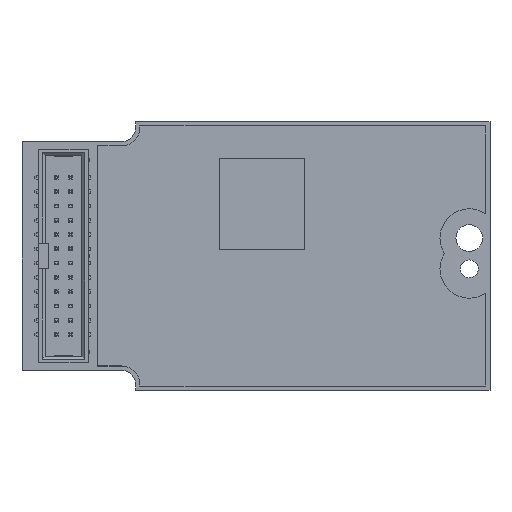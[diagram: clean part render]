
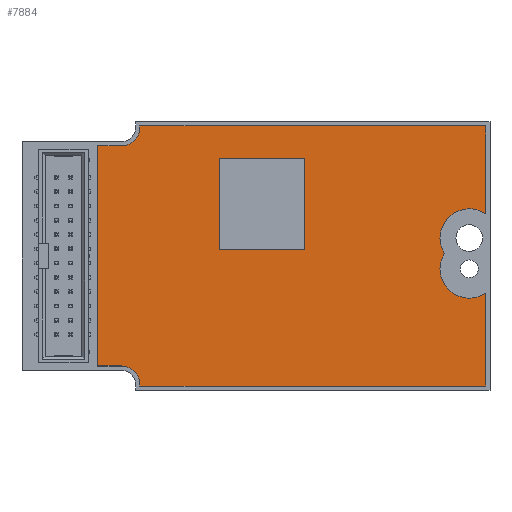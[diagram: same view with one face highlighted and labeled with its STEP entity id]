
A CAD part, top view. The second image highlights one B-rep face of the part: STEP entity #7884.
In plain terms, the highlighted planar face has unit normal (0, 0, 1).
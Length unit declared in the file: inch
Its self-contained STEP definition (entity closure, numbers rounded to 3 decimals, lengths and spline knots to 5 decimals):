
#406 = AXIS2_PLACEMENT_3D ( 'NONE', #8204, #20112, #9928 ) ;
#427 = EDGE_CURVE ( 'NONE', #20651, #11583, #5237, .T. ) ;
#477 = DIRECTION ( 'NONE',  ( 0., 1., 0. ) ) ;
#585 = EDGE_CURVE ( 'NONE', #17717, #14511, #4991, .T. ) ;
#796 = VECTOR ( 'NONE', #13145, 39.37008 ) ;
#1081 = ORIENTED_EDGE ( 'NONE', *, *, #15782, .T. ) ;
#1092 = VERTEX_POINT ( 'NONE', #20385 ) ;
#1207 = CARTESIAN_POINT ( 'NONE',  ( -2.61624, -0.6534, 0.87002 ) ) ;
#1330 = VERTEX_POINT ( 'NONE', #12490 ) ;
#1342 = DIRECTION ( 'NONE',  ( 1., 0., 0. ) ) ;
#1390 = DIRECTION ( 'NONE',  ( 0., -1., 0. ) ) ;
#1526 = CARTESIAN_POINT ( 'NONE',  ( -0.01624, 0.2416, 0.87002 ) ) ;
#1639 = FACE_OUTER_BOUND ( 'NONE', #13637, .T. ) ;
#1774 = LINE ( 'NONE', #1207, #10717 ) ;
#2059 = VECTOR ( 'NONE', #21716, 39.37008 ) ;
#2582 = CARTESIAN_POINT ( 'NONE',  ( 0.09876, -0.7934, 0.87002 ) ) ;
#2722 = VERTEX_POINT ( 'NONE', #12314 ) ;
#2731 = AXIS2_PLACEMENT_3D ( 'NONE', #21586, #11408, #1342 ) ;
#2756 = ORIENTED_EDGE ( 'NONE', *, *, #8294, .T. ) ;
#3044 = CARTESIAN_POINT ( 'NONE',  ( -2.61624, 0.8866, 0.87002 ) ) ;
#3126 = CARTESIAN_POINT ( 'NONE',  ( -2.32124, 1.0166, 0.87002 ) ) ;
#3207 = DIRECTION ( 'NONE',  ( 1., 0., 0. ) ) ;
#3501 = CARTESIAN_POINT ( 'NONE',  ( -0.01624, 0.2416, 0.87002 ) ) ;
#3606 = ORIENTED_EDGE ( 'NONE', *, *, #19046, .T. ) ;
#3611 = VECTOR ( 'NONE', #9306, 39.37008 ) ;
#3678 = CARTESIAN_POINT ( 'NONE',  ( 0.09876, 1.0266, 0.87002 ) ) ;
#3700 = DIRECTION ( 'NONE',  ( 0., 0., -1. ) ) ;
#3772 = CARTESIAN_POINT ( 'NONE',  ( 0.09876, -0.1431, 0.87002 ) ) ;
#4461 = VECTOR ( 'NONE', #1390, 39.37008 ) ;
#4536 = AXIS2_PLACEMENT_3D ( 'NONE', #18807, #8620, #20516 ) ;
#4636 = AXIS2_PLACEMENT_3D ( 'NONE', #1526, #13297, #3207 ) ;
#4645 = EDGE_CURVE ( 'NONE', #18679, #20651, #14957, .T. ) ;
#4681 = CARTESIAN_POINT ( 'NONE',  ( -2.61624, -0.6534, 0.87002 ) ) ;
#4991 = LINE ( 'NONE', #11384, #4461 ) ;
#5187 = DIRECTION ( 'NONE',  ( 1., 0., 0. ) ) ;
#5237 = LINE ( 'NONE', #3126, #796 ) ;
#5581 = EDGE_CURVE ( 'NONE', #1092, #19138, #19655, .T. ) ;
#5598 = ORIENTED_EDGE ( 'NONE', *, *, #11652, .T. ) ;
#6126 = EDGE_CURVE ( 'NONE', #1330, #2722, #21370, .T. ) ;
#6265 = CARTESIAN_POINT ( 'NONE',  ( -2.32124, 1.0166, 0.87002 ) ) ;
#6446 = CARTESIAN_POINT ( 'NONE',  ( -2.32124, -0.7834, 0.87002 ) ) ;
#6480 = CARTESIAN_POINT ( 'NONE',  ( -2.32124, 1.0266, 0.87002 ) ) ;
#6508 = EDGE_CURVE ( 'NONE', #11943, #20695, #1774, .T. ) ;
#6775 = CARTESIAN_POINT ( 'NONE',  ( -0.19079, 0.1341, 0.87002 ) ) ;
#6972 = DIRECTION ( 'NONE',  ( 1., 0., 0. ) ) ;
#7239 = CIRCLE ( 'NONE', #4636, 0.205 ) ;
#7531 = CARTESIAN_POINT ( 'NONE',  ( -2.32124, -0.7934, 0.87002 ) ) ;
#7592 = LINE ( 'NONE', #15434, #11032 ) ;
#7784 = CARTESIAN_POINT ( 'NONE',  ( 0.09876, -0.7934, 0.87002 ) ) ;
#7884 = ADVANCED_FACE ( 'NONE', ( #1639 ), #21518, .T. ) ;
#7965 = CARTESIAN_POINT ( 'NONE',  ( -2.45124, 0.8866, 0.87002 ) ) ;
#8137 = DIRECTION ( 'NONE',  ( 0., 0., -1. ) ) ;
#8204 = CARTESIAN_POINT ( 'NONE',  ( -2.45124, 1.0166, 0.87002 ) ) ;
#8289 = CARTESIAN_POINT ( 'NONE',  ( -2.45124, -0.6534, 0.87002 ) ) ;
#8294 = EDGE_CURVE ( 'NONE', #14511, #11543, #7592, .T. ) ;
#8581 = CIRCLE ( 'NONE', #19173, 0.205 ) ;
#8620 = DIRECTION ( 'NONE',  ( 0., 0., -1. ) ) ;
#8654 = VERTEX_POINT ( 'NONE', #7965 ) ;
#8802 = CARTESIAN_POINT ( 'NONE',  ( 0.09876, -0.7934, 0.87002 ) ) ;
#9288 = EDGE_CURVE ( 'NONE', #11583, #8654, #10092, .T. ) ;
#9306 = DIRECTION ( 'NONE',  ( 0., 1., 0. ) ) ;
#9516 = VECTOR ( 'NONE', #477, 39.37008 ) ;
#9928 = DIRECTION ( 'NONE',  ( 1., 0., 0. ) ) ;
#9934 = CIRCLE ( 'NONE', #21138, 0.13 ) ;
#10092 = CIRCLE ( 'NONE', #406, 0.13 ) ;
#10207 = LINE ( 'NONE', #18622, #18731 ) ;
#10513 = LINE ( 'NONE', #18331, #19031 ) ;
#10717 = VECTOR ( 'NONE', #12983, 39.37008 ) ;
#10875 = EDGE_CURVE ( 'NONE', #2722, #18679, #21592, .T. ) ;
#10966 = ORIENTED_EDGE ( 'NONE', *, *, #15441, .T. ) ;
#11032 = VECTOR ( 'NONE', #6972, 39.37008 ) ;
#11384 = CARTESIAN_POINT ( 'NONE',  ( -2.32124, -0.7934, 0.87002 ) ) ;
#11408 = DIRECTION ( 'NONE',  ( 0., 0., 1. ) ) ;
#11543 = VERTEX_POINT ( 'NONE', #7784 ) ;
#11583 = VERTEX_POINT ( 'NONE', #6265 ) ;
#11608 = VERTEX_POINT ( 'NONE', #3772 ) ;
#11652 = EDGE_CURVE ( 'NONE', #11543, #11608, #13512, .T. ) ;
#11943 = VERTEX_POINT ( 'NONE', #4681 ) ;
#12314 = CARTESIAN_POINT ( 'NONE',  ( 0.09876, 0.41131, 0.87002 ) ) ;
#12490 = CARTESIAN_POINT ( 'NONE',  ( -0.22124, 0.2416, 0.87002 ) ) ;
#12748 = AXIS2_PLACEMENT_3D ( 'NONE', #3501, #15293, #5187 ) ;
#12983 = DIRECTION ( 'NONE',  ( 1., 0., 0. ) ) ;
#13145 = DIRECTION ( 'NONE',  ( 0., -1., 0. ) ) ;
#13266 = ORIENTED_EDGE ( 'NONE', *, *, #9288, .T. ) ;
#13297 = DIRECTION ( 'NONE',  ( 0., 0., -1. ) ) ;
#13512 = LINE ( 'NONE', #8802, #9516 ) ;
#13637 = EDGE_LOOP ( 'NONE', ( #5598, #1081, #15041, #3606, #14945, #19712, #18226, #17716, #13266, #14900, #10966, #21033, #16419, #19824, #2756 ) ) ;
#13795 = CARTESIAN_POINT ( 'NONE',  ( -2.45124, -0.7834, 0.87002 ) ) ;
#13841 = VERTEX_POINT ( 'NONE', #3044 ) ;
#14511 = VERTEX_POINT ( 'NONE', #7531 ) ;
#14900 = ORIENTED_EDGE ( 'NONE', *, *, #15342, .T. ) ;
#14945 = ORIENTED_EDGE ( 'NONE', *, *, #6126, .T. ) ;
#14957 = LINE ( 'NONE', #20081, #2059 ) ;
#15041 = ORIENTED_EDGE ( 'NONE', *, *, #5581, .T. ) ;
#15293 = DIRECTION ( 'NONE',  ( 0., 0., -1. ) ) ;
#15342 = EDGE_CURVE ( 'NONE', #8654, #13841, #10513, .T. ) ;
#15434 = CARTESIAN_POINT ( 'NONE',  ( -2.32124, -0.7934, 0.87002 ) ) ;
#15441 = EDGE_CURVE ( 'NONE', #13841, #11943, #10207, .T. ) ;
#15502 = DIRECTION ( 'NONE',  ( 1., 0., 0. ) ) ;
#15510 = EDGE_CURVE ( 'NONE', #20695, #17717, #9934, .T. ) ;
#15782 = EDGE_CURVE ( 'NONE', #11608, #1092, #8581, .T. ) ;
#16419 = ORIENTED_EDGE ( 'NONE', *, *, #15510, .T. ) ;
#17716 = ORIENTED_EDGE ( 'NONE', *, *, #427, .T. ) ;
#17717 = VERTEX_POINT ( 'NONE', #6446 ) ;
#18226 = ORIENTED_EDGE ( 'NONE', *, *, #4645, .T. ) ;
#18251 = DIRECTION ( 'NONE',  ( -1., 0., 0. ) ) ;
#18331 = CARTESIAN_POINT ( 'NONE',  ( -2.61624, 0.8866, 0.87002 ) ) ;
#18348 = CARTESIAN_POINT ( 'NONE',  ( -0.01624, 0.0266, 0.87002 ) ) ;
#18622 = CARTESIAN_POINT ( 'NONE',  ( -2.61624, -0.6534, 0.87002 ) ) ;
#18679 = VERTEX_POINT ( 'NONE', #3678 ) ;
#18731 = VECTOR ( 'NONE', #20313, 39.37008 ) ;
#18807 = CARTESIAN_POINT ( 'NONE',  ( -0.01624, 0.0266, 0.87002 ) ) ;
#19031 = VECTOR ( 'NONE', #18251, 39.37008 ) ;
#19046 = EDGE_CURVE ( 'NONE', #19138, #1330, #7239, .T. ) ;
#19138 = VERTEX_POINT ( 'NONE', #6775 ) ;
#19173 = AXIS2_PLACEMENT_3D ( 'NONE', #18348, #8137, #20035 ) ;
#19655 = CIRCLE ( 'NONE', #4536, 0.205 ) ;
#19712 = ORIENTED_EDGE ( 'NONE', *, *, #10875, .T. ) ;
#19824 = ORIENTED_EDGE ( 'NONE', *, *, #585, .T. ) ;
#20035 = DIRECTION ( 'NONE',  ( 1., 0., 0. ) ) ;
#20081 = CARTESIAN_POINT ( 'NONE',  ( -2.32124, 1.0266, 0.87002 ) ) ;
#20112 = DIRECTION ( 'NONE',  ( 0., 0., -1. ) ) ;
#20313 = DIRECTION ( 'NONE',  ( 0., -1., 0. ) ) ;
#20385 = CARTESIAN_POINT ( 'NONE',  ( -0.22124, 0.0266, 0.87002 ) ) ;
#20516 = DIRECTION ( 'NONE',  ( 1., 0., 0. ) ) ;
#20651 = VERTEX_POINT ( 'NONE', #6480 ) ;
#20695 = VERTEX_POINT ( 'NONE', #8289 ) ;
#21033 = ORIENTED_EDGE ( 'NONE', *, *, #6508, .T. ) ;
#21138 = AXIS2_PLACEMENT_3D ( 'NONE', #13795, #3700, #15502 ) ;
#21370 = CIRCLE ( 'NONE', #12748, 0.205 ) ;
#21518 = PLANE ( 'NONE',  #2731 ) ;
#21586 = CARTESIAN_POINT ( 'NONE',  ( -2.45124, 1.0166, 0.87002 ) ) ;
#21592 = LINE ( 'NONE', #2582, #3611 ) ;
#21716 = DIRECTION ( 'NONE',  ( -1., 0., 0. ) ) ;
